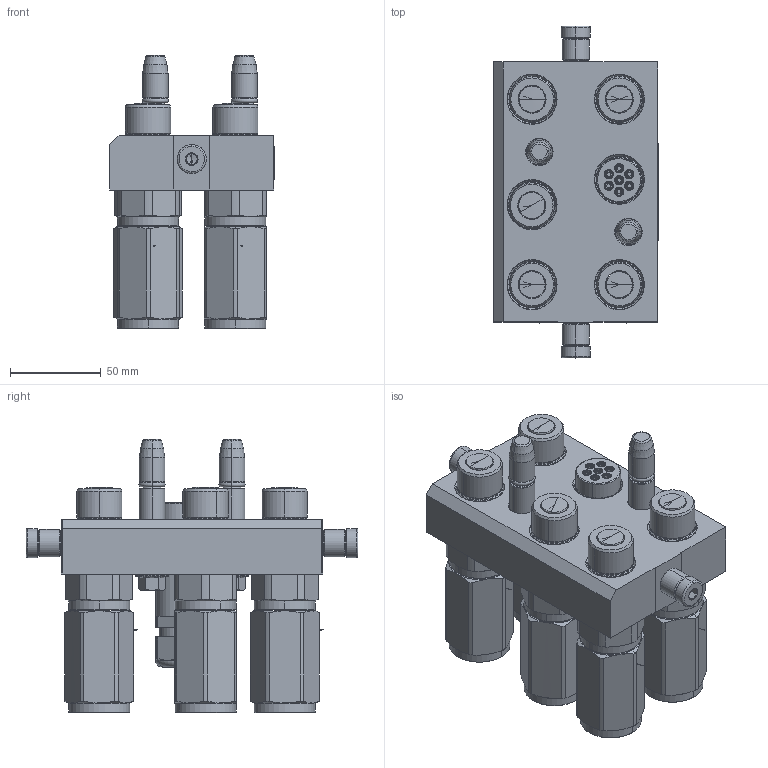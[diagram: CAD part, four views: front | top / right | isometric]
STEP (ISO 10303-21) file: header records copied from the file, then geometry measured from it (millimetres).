
FILE_DESCRIPTION (( 'STEP AP214' ), '1' );
FILE_NAME ('FASTER.step', '2025-02-06T14:16:22', ( '' ), ( '' ), 'SwSTEP 2.0', 'SolidWorks 2017', '' );
FILE_SCHEMA (( 'AUTOMOTIVE_DESIGN' ));
Length unit declared in the file: millimetre
Products named in the file (14): 4830_028_1000_011; 3ffnp12-34s_m; et002; conn_7p_m; 4830_044_0000_000; corspel08-7_m; P608_M_BASE; or2_62x9_19_m; 1540_080_0008_000; 4830_013_3000_030; 4830_021_0000_000; 4850_010_0000_010; FASTER
Assembly tree (24 placements, depth 3):
  FASTER
    P608_M_BASE
      4850_010_0000_010
      4830_021_0000_000  x2
      4830_013_3000_030  x2
      4830_028_1000_011  x2
      1540_080_0008_000  x2
      or2_62x9_19_m  x2
    3ffnp12-34s_m  x5
      3ffnp12-34s_m
    conn_7p_m
      4830_044_0000_000  x3
      corspel08-7_m
    et002
Bounding box: 90.3 x 182.6 x 150.2 mm (x, y, z)
Volume: 2873.9 mm3; surface area: 177608.6 mm2
Topology: 5 solids, 89 shells, 2898 faces, 8799 edges, 5881 vertices
Faces by surface type: plane 1553, cylinder 536, cone 457, bspline 174, torus 172, sphere 6
Entity records: 64754 total; most frequent: CARTESIAN_POINT 16138, ORIENTED_EDGE 9016, DIRECTION 8527, EDGE_CURVE 4753, LINE 3297, VECTOR 3297, VERTEX_POINT 3133, AXIS2_PLACEMENT_3D 2615
